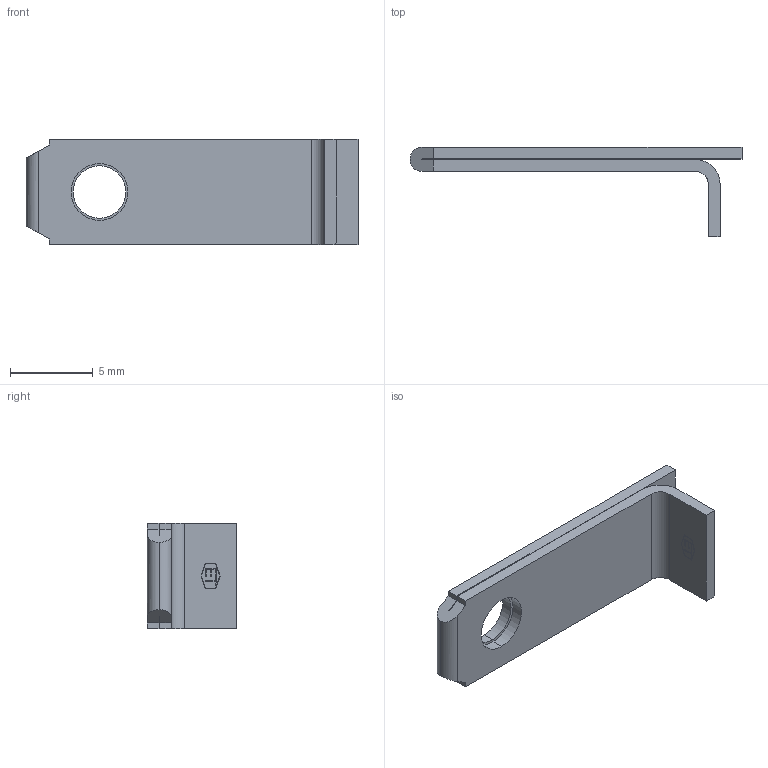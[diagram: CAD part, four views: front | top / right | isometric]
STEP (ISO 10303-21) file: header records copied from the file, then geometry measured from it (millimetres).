
FILE_DESCRIPTION (( 'STEP AP203' ), '1' );
FILE_NAME ('14242.STEP', '2015-02-23T19:36:32', ( '' ), ( '' ), 'SwSTEP 2.0', 'SolidWorks 2014', '' );
FILE_SCHEMA (( 'CONFIG_CONTROL_DESIGN' ));
Length unit declared in the file: inch
Products named in the file (1): 14242
Bounding box: 20.07 x 5.41 x 6.35 mm (x, y, z)
Volume: 174.8 mm3; surface area: 576.5 mm2
Topology: 1 solids, 1 shells, 75 faces, 205 edges, 136 vertices
Faces by surface type: plane 64, cylinder 10, cone 1
Entity records: 2423 total; most frequent: CARTESIAN_POINT 441, ORIENTED_EDGE 410, DIRECTION 362, EDGE_CURVE 205, VECTOR 184, LINE 184, VERTEX_POINT 136, AXIS2_PLACEMENT_3D 89
